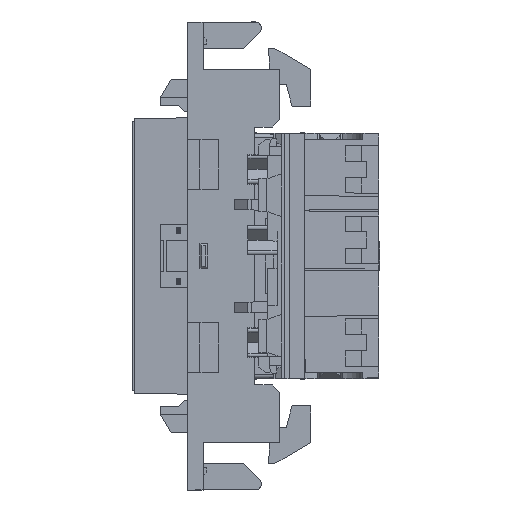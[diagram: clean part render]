
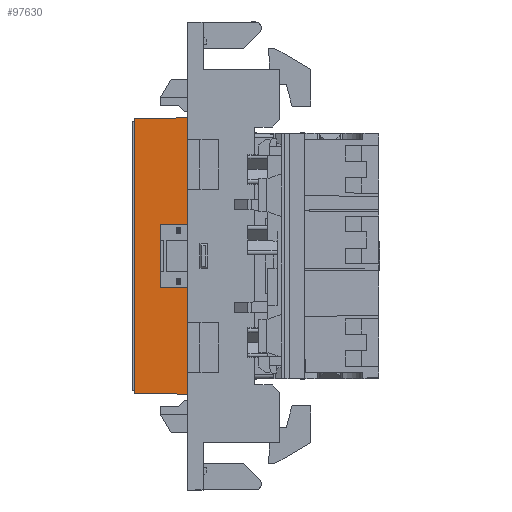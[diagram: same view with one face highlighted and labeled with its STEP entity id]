
A CAD part, left-side view. The second image highlights one B-rep face of the part: STEP entity #97630.
In plain terms, the highlighted face is planar.
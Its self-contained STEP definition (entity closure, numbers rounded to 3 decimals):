
#76 = DIRECTION ( 'NONE',  ( -0.017, -0.017, -1. ) ) ;
#14381 = VECTOR ( 'NONE', #161730, 1000. ) ;
#19950 = DIRECTION ( 'NONE',  ( 0., 1., 0. ) ) ;
#24279 = VECTOR ( 'NONE', #126376, 1000. ) ;
#30184 = CARTESIAN_POINT ( 'NONE',  ( 44.85, 22.5, 0.4 ) ) ;
#30542 = EDGE_LOOP ( 'NONE', ( #119500, #128225, #158757, #166793 ) ) ;
#51285 = VECTOR ( 'NONE', #76, 1000. ) ;
#70158 = VECTOR ( 'NONE', #19950, 1000. ) ;
#71317 = DIRECTION ( 'NONE',  ( -0.017, 0., -1. ) ) ;
#82185 = LINE ( 'NONE', #148079, #51285 ) ;
#86471 = DIRECTION ( 'NONE',  ( 1., 0., -0.017 ) ) ;
#89038 = LINE ( 'NONE', #105271, #70158 ) ;
#90703 = CARTESIAN_POINT ( 'NONE',  ( 45., 22.5, 9. ) ) ;
#91624 = VERTEX_POINT ( 'NONE', #129823 ) ;
#92076 = EDGE_CURVE ( 'NONE', #122197, #91624, #127435, .T. ) ;
#97630 = ADVANCED_FACE ( 'NONE', ( #123161 ), #156601, .T. ) ;
#105271 = CARTESIAN_POINT ( 'NONE',  ( 45., 22.5, 9. ) ) ;
#119500 = ORIENTED_EDGE ( 'NONE', *, *, #92076, .F. ) ;
#122197 = VERTEX_POINT ( 'NONE', #145800 ) ;
#123161 = FACE_OUTER_BOUND ( 'NONE', #30542, .T. ) ;
#124772 = CARTESIAN_POINT ( 'NONE',  ( 45., -22.5, 9. ) ) ;
#126376 = DIRECTION ( 'NONE',  ( 0., -1., 0. ) ) ;
#127087 = EDGE_CURVE ( 'NONE', #195692, #122197, #82185, .T. ) ;
#127435 = LINE ( 'NONE', #30184, #24279 ) ;
#128225 = ORIENTED_EDGE ( 'NONE', *, *, #127087, .F. ) ;
#129823 = CARTESIAN_POINT ( 'NONE',  ( 44.85, -22.35, 0.4 ) ) ;
#133236 = VERTEX_POINT ( 'NONE', #124772 ) ;
#136155 = AXIS2_PLACEMENT_3D ( 'NONE', #90703, #86471, #71317 ) ;
#145800 = CARTESIAN_POINT ( 'NONE',  ( 44.85, 22.35, 0.4 ) ) ;
#148079 = CARTESIAN_POINT ( 'NONE',  ( 45., 22.5, 9. ) ) ;
#156601 = PLANE ( 'NONE',  #136155 ) ;
#158757 = ORIENTED_EDGE ( 'NONE', *, *, #209971, .F. ) ;
#161730 = DIRECTION ( 'NONE',  ( -0.017, 0.017, -1. ) ) ;
#166793 = ORIENTED_EDGE ( 'NONE', *, *, #178902, .T. ) ;
#177953 = CARTESIAN_POINT ( 'NONE',  ( 44.986, -22.486, 8.215 ) ) ;
#178282 = CARTESIAN_POINT ( 'NONE',  ( 45., 22.5, 9. ) ) ;
#178902 = EDGE_CURVE ( 'NONE', #133236, #91624, #211426, .T. ) ;
#195692 = VERTEX_POINT ( 'NONE', #178282 ) ;
#209971 = EDGE_CURVE ( 'NONE', #133236, #195692, #89038, .T. ) ;
#211426 = LINE ( 'NONE', #177953, #14381 ) ;
